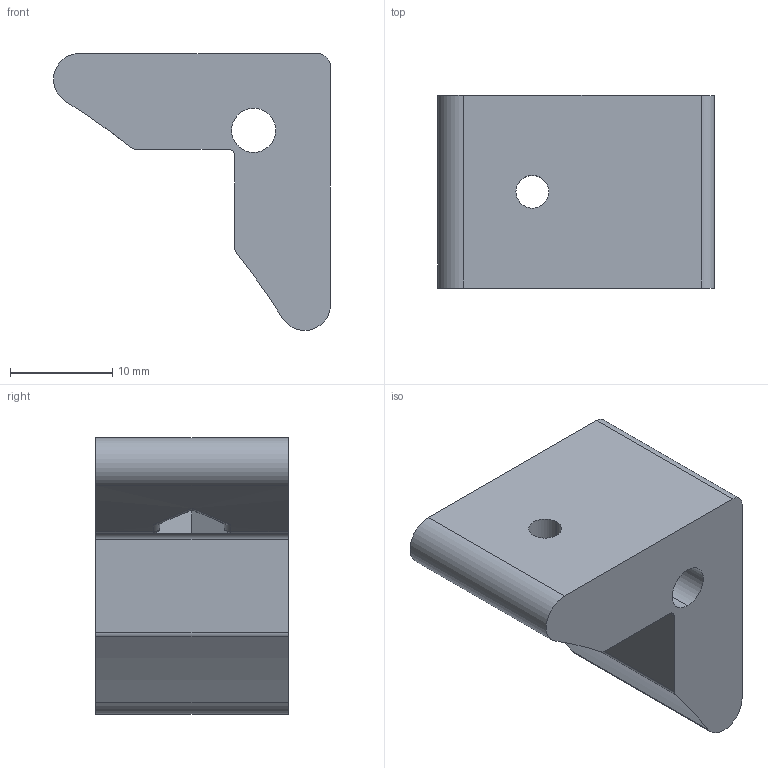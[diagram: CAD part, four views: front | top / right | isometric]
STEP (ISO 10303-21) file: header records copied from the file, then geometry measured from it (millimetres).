
FILE_DESCRIPTION (( 'STEP AP203' ), '1' );
FILE_NAME ('Fan Bracket.STEP', '2019-09-14T01:35:02', ( '' ), ( '' ), 'SwSTEP 2.0', 'SolidWorks 2018', '' );
FILE_SCHEMA (( 'CONFIG_CONTROL_DESIGN' ));
Length unit declared in the file: millimetre
Products named in the file (1): Fan Bracket
Bounding box: 27.04 x 18.8 x 27.04 mm (x, y, z)
Volume: 6482.1 mm3; surface area: 2916.3 mm2
Topology: 1 solids, 1 shells, 34 faces, 91 edges, 57 vertices
Faces by surface type: cylinder 15, plane 13, torus 2, bspline 2, sphere 2
Entity records: 1165 total; most frequent: CARTESIAN_POINT 246, DIRECTION 178, ORIENTED_EDGE 178, EDGE_CURVE 89, AXIS2_PLACEMENT_3D 67, VERTEX_POINT 57, VECTOR 44, LINE 44
